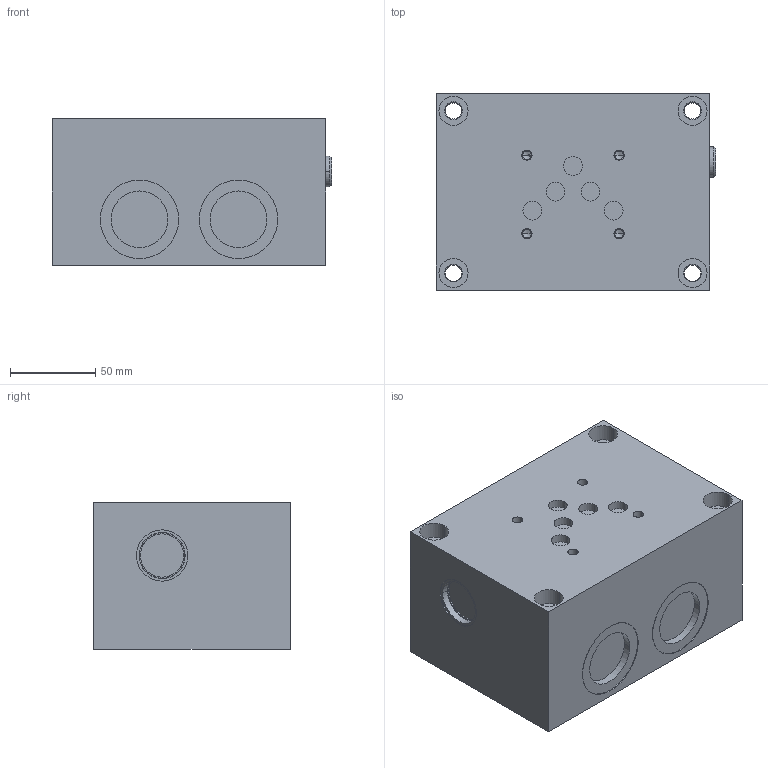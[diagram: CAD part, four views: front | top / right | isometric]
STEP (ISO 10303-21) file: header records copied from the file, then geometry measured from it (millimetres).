
FILE_DESCRIPTION(/* description */ ('Unknown'),/* implementation_level */ '2;1');
FILE_NAME(/* name */ 'PA.420420-001',/* time_stamp */ '2023-07-18T11:02:27+02:00',/* author */ ('Unknown'),/* organization */ ('Unknown'),/* preprocessor_version */ 'ST-DEVELOPER v18.102',/* originating_system */ 'Solid Edge',/* authorisation */ 'Unknown');
FILE_SCHEMA (('AUTOMOTIVE_DESIGN {1 0 10303 214 3 1 1}'));
Length unit declared in the file: millimetre
Products named in the file (3): PA; 446; 449
Assembly tree (2 placements, depth 2):
  PA
    446
    449
Bounding box: 163.5 x 115 x 86 mm (x, y, z)
Volume: 1523692.5 mm3; surface area: 100632.9 mm2
Topology: 2 solids, 2 shells, 136 faces, 292 edges, 182 vertices
Faces by surface type: cylinder 76, plane 40, cone 20
Entity records: 3766 total; most frequent: DIRECTION 720, CARTESIAN_POINT 605, ORIENTED_EDGE 568, AXIS2_PLACEMENT_3D 297, EDGE_CURVE 284, VERTEX_POINT 182, EDGE_LOOP 176, FACE_BOUND 176
